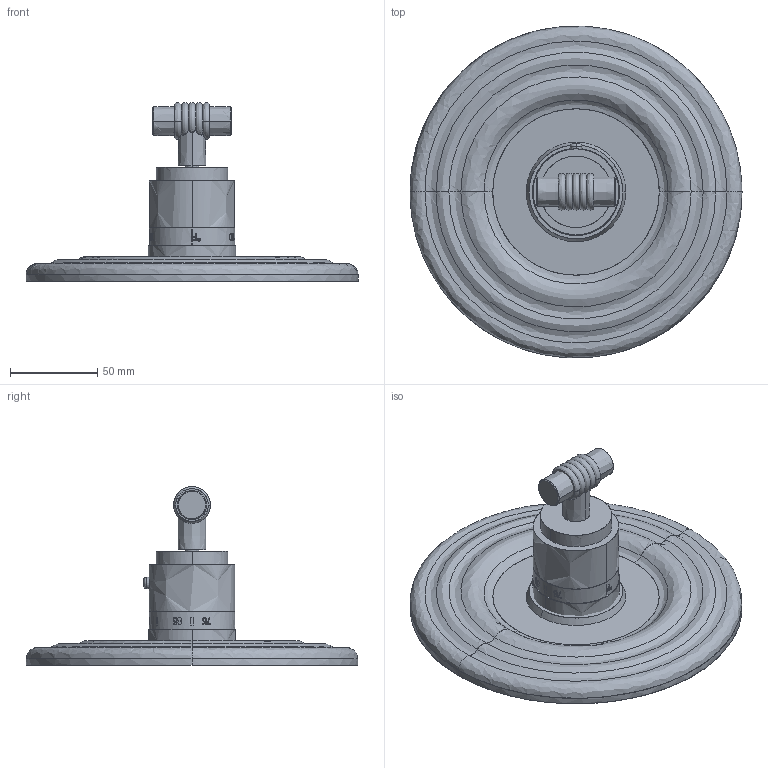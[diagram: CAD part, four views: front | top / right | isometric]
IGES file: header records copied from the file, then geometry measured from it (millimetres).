
Start section:  PTC IGES file: 3-904TR.igs
Global section: file name: 3-904TR.igs; native system: Pro/ENGINEER by Parametric Technology Corporation; preprocessor: 2009300; author: project; organization: Unknown; date: 20101027.141644; units: inch
Bounding box: 190.5 x 190.47 x 102.52 mm (x, y, z)
Surface area: 88937.4 mm2 (no closed solid volume)
Topology: 0 solids, 0 shells, 133 faces, 869 edges, 867 vertices
Faces by surface type: bspline 133
